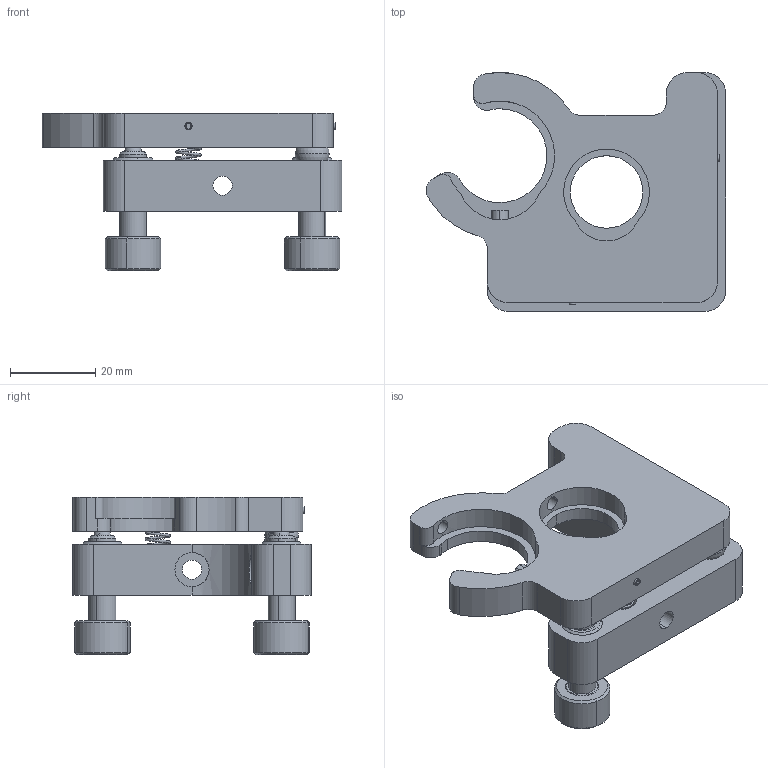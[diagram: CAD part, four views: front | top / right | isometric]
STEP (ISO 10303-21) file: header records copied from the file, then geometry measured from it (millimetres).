
FILE_DESCRIPTION (( 'STEP AP203' ), '1' );
FILE_NAME ('04DMM-1(M).STEP', '2016-03-03T05:34:52', ( '' ), ( '' ), 'SwSTEP 2.0', 'SolidWorks 2016', '' );
FILE_SCHEMA (( 'CONFIG_CONTROL_DESIGN' ));
Length unit declared in the file: millimetre
Products named in the file (1): 04DMM-1(M)
Bounding box: 70.34 x 56 x 37 mm (x, y, z)
Volume: 33926.2 mm3; surface area: 20460.6 mm2
Topology: 22 solids, 22 shells, 600 faces, 1305 edges, 752 vertices
Faces by surface type: cone 352, cylinder 125, plane 110, sphere 9, bspline 4
Entity records: 20200 total; most frequent: CARTESIAN_POINT 6803, DIRECTION 3063, ORIENTED_EDGE 2568, EDGE_CURVE 1284, AXIS2_PLACEMENT_3D 1210, VERTEX_POINT 742, EDGE_LOOP 644, LINE 643
